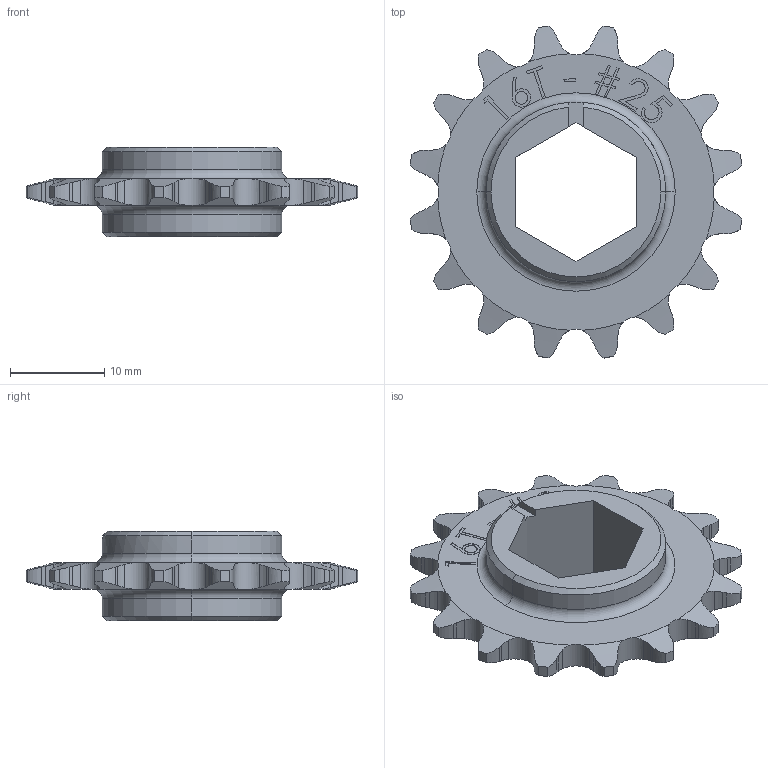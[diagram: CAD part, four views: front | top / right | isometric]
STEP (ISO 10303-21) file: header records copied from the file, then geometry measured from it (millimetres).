
FILE_DESCRIPTION (( 'STEP AP214' ), '1' );
FILE_NAME ('WCP-0578 Rev1.step', '2023-01-03T03:00:33', ( '' ), ( '' ), 'SwSTEP 2.0', 'SolidWorks 2020', '' );
FILE_SCHEMA (( 'AUTOMOTIVE_DESIGN' ));
Length unit declared in the file: inch
Products named in the file (1): WCP-0578 Rev1
Bounding box: 35.21 x 35.21 x 9.53 mm (x, y, z)
Volume: 2752.7 mm3; surface area: 2410.2 mm2
Topology: 1 solids, 1 shells, 290 faces, 826 edges, 548 vertices
Faces by surface type: plane 119, cylinder 107, cone 37, bspline 23, torus 4
Entity records: 11211 total; most frequent: CARTESIAN_POINT 4186, ORIENTED_EDGE 1652, DIRECTION 1167, EDGE_CURVE 826, VERTEX_POINT 548, VECTOR 389, LINE 389, AXIS2_PLACEMENT_3D 389
